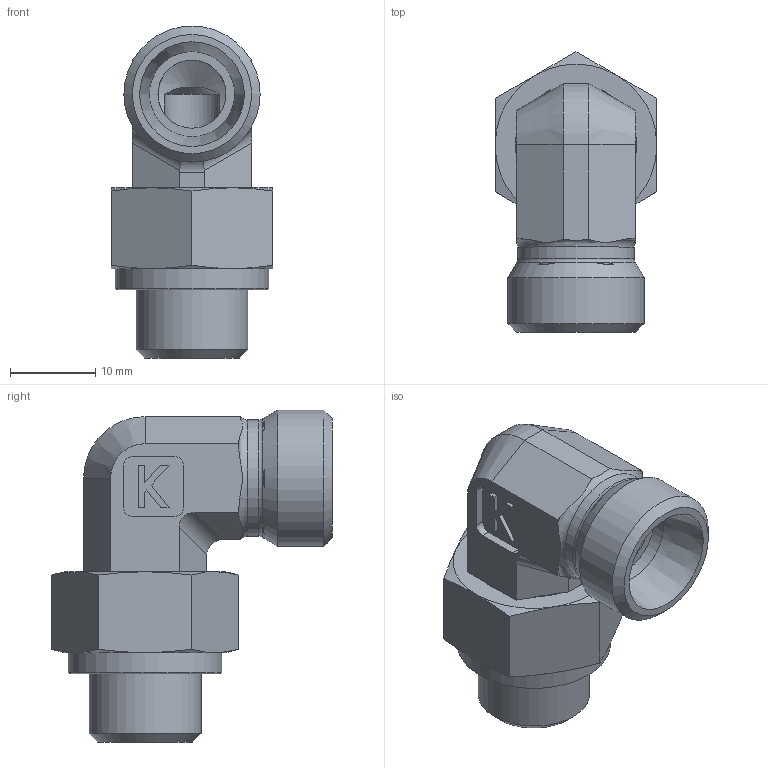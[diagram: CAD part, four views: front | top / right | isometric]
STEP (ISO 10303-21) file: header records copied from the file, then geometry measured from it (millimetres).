
FILE_DESCRIPTION((''),'2;1');
FILE_NAME('671612816.stp','2015-02-06T14:04:31',(''),('KNOMI spol. s r. o.'),'Autodesk Inventor 2012','Autodesk Inventor 2012','');
FILE_SCHEMA(('AUTOMOTIVE_DESIGN { 1 2 10303 214 0 1 1 1 }'));
Length unit declared in the file: millimetre
Products named in the file (3): ÚPS G1/4"/M16 B; 6786102816; 6756128
Assembly tree (2 placements, depth 2):
  ÚPS G1/4"/M16 B
    6786102816
    6756128
Bounding box: 19 x 32.97 x 39 mm (x, y, z)
Volume: 7927.8 mm3; surface area: 5448.5 mm2
Topology: 2 solids, 2 shells, 112 faces, 262 edges, 164 vertices
Faces by surface type: plane 66, cone 26, cylinder 18, torus 2
Full cylindrical faces by diameter (mm): 6.5 x1, 8 x1, 10 x1, 11.445 x1, 13.156 x1, 13.7 x1, 14 x2, 16 x1, 18 x1
Entity records: 3213 total; most frequent: CARTESIAN_POINT 675, DIRECTION 498, ORIENTED_EDGE 462, EDGE_CURVE 231, AXIS2_PLACEMENT_3D 192, VERTEX_POINT 155, EDGE_LOOP 148, VECTOR 114
